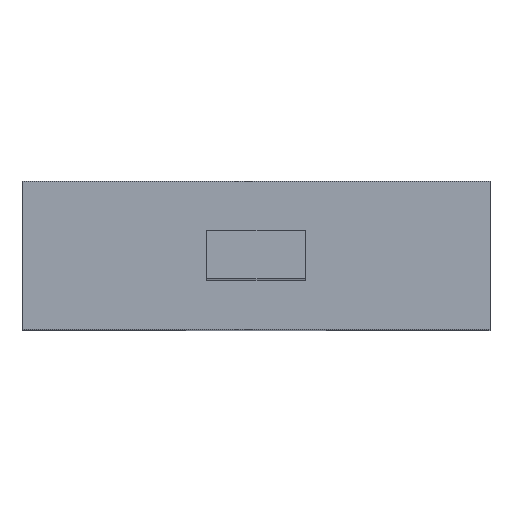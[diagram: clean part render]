
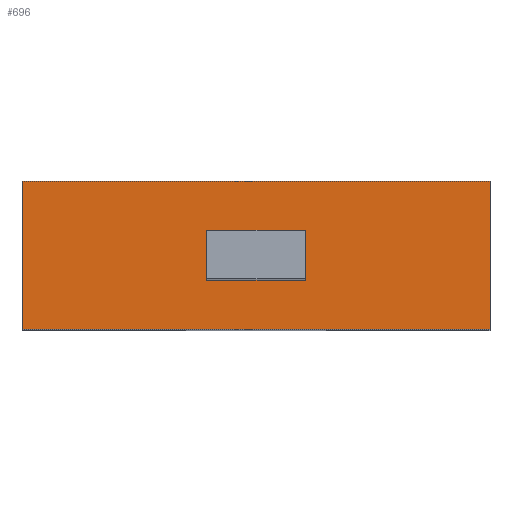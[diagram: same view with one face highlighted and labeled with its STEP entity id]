
A CAD part, top view. The second image highlights one B-rep face of the part: STEP entity #696.
In plain terms, the highlighted planar face has unit normal (0, 0, 1).
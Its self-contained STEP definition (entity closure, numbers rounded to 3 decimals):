
#21=FACE_BOUND('',#75,.T.);
#36=FACE_OUTER_BOUND('',#74,.T.);
#74=EDGE_LOOP('',(#513,#514,#515,#516));
#75=EDGE_LOOP('',(#517,#518,#519,#520));
#101=LINE('',#959,#197);
#105=LINE('',#967,#201);
#108=LINE('',#973,#204);
#111=LINE('',#978,#207);
#121=LINE('',#1000,#217);
#139=LINE('',#1035,#235);
#140=LINE('',#1038,#236);
#141=LINE('',#1039,#237);
#197=VECTOR('',#782,10.);
#201=VECTOR('',#788,10.);
#204=VECTOR('',#793,10.);
#207=VECTOR('',#798,10.);
#217=VECTOR('',#812,10.);
#235=VECTOR('',#844,10.);
#236=VECTOR('',#847,10.);
#237=VECTOR('',#848,10.);
#293=VERTEX_POINT('',#957);
#294=VERTEX_POINT('',#958);
#297=VERTEX_POINT('',#966);
#299=VERTEX_POINT('',#972);
#309=VERTEX_POINT('',#997);
#310=VERTEX_POINT('',#999);
#320=VERTEX_POINT('',#1033);
#321=VERTEX_POINT('',#1037);
#357=EDGE_CURVE('',#293,#294,#101,.T.);
#361=EDGE_CURVE('',#297,#293,#105,.T.);
#364=EDGE_CURVE('',#299,#297,#108,.T.);
#367=EDGE_CURVE('',#294,#299,#111,.T.);
#377=EDGE_CURVE('',#309,#310,#121,.T.);
#395=EDGE_CURVE('',#309,#320,#139,.T.);
#396=EDGE_CURVE('',#321,#320,#140,.T.);
#397=EDGE_CURVE('',#310,#321,#141,.T.);
#513=ORIENTED_EDGE('',*,*,#395,.T.);
#514=ORIENTED_EDGE('',*,*,#396,.F.);
#515=ORIENTED_EDGE('',*,*,#397,.F.);
#516=ORIENTED_EDGE('',*,*,#377,.F.);
#517=ORIENTED_EDGE('',*,*,#357,.T.);
#518=ORIENTED_EDGE('',*,*,#367,.T.);
#519=ORIENTED_EDGE('',*,*,#364,.T.);
#520=ORIENTED_EDGE('',*,*,#361,.T.);
#658=PLANE('',#750);
#696=ADVANCED_FACE('',(#36,#21),#658,.T.);
#750=AXIS2_PLACEMENT_3D('',#1036,#845,#846);
#782=DIRECTION('',(0.,-1.,0.));
#788=DIRECTION('',(1.,0.,0.));
#793=DIRECTION('',(0.,1.,0.));
#798=DIRECTION('',(-1.,0.,0.));
#812=DIRECTION('',(-1.,0.,0.));
#844=DIRECTION('',(0.,1.,0.));
#845=DIRECTION('center_axis',(0.,0.,1.));
#846=DIRECTION('ref_axis',(1.,0.,0.));
#847=DIRECTION('',(1.,0.,0.));
#848=DIRECTION('',(0.,1.,0.));
#957=CARTESIAN_POINT('',(15.125,1.,30.));
#958=CARTESIAN_POINT('',(15.125,-1.,30.));
#959=CARTESIAN_POINT('',(15.125,0.5,30.));
#966=CARTESIAN_POINT('',(11.125,1.,30.));
#967=CARTESIAN_POINT('',(7.385,1.,30.));
#972=CARTESIAN_POINT('',(11.125,-1.,30.));
#973=CARTESIAN_POINT('',(11.125,-0.5,30.));
#978=CARTESIAN_POINT('',(9.385,-1.,30.));
#997=CARTESIAN_POINT('',(22.605,-3.,30.));
#999=CARTESIAN_POINT('',(3.645,-3.,30.));
#1000=CARTESIAN_POINT('',(22.605,-3.,30.));
#1033=CARTESIAN_POINT('',(22.605,3.,30.));
#1035=CARTESIAN_POINT('',(22.605,0.,30.));
#1036=CARTESIAN_POINT('Origin',(3.645,0.,30.));
#1037=CARTESIAN_POINT('',(3.645,3.,30.));
#1038=CARTESIAN_POINT('',(22.605,3.,30.));
#1039=CARTESIAN_POINT('',(3.645,0.,30.));
